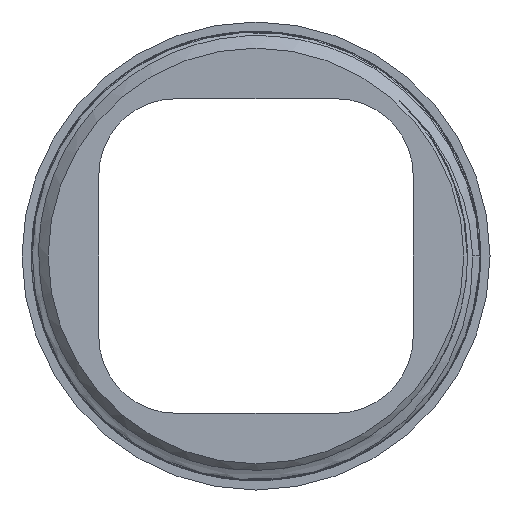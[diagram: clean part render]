
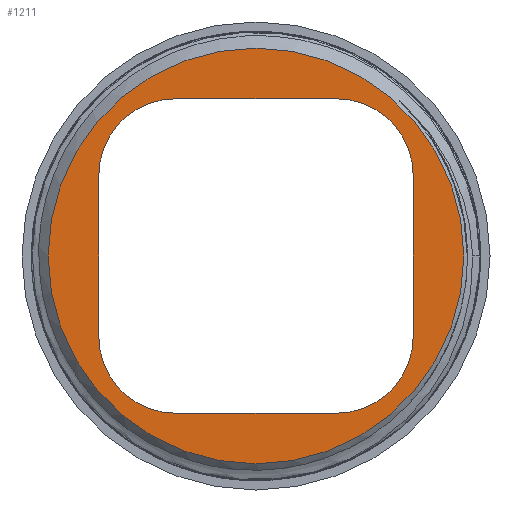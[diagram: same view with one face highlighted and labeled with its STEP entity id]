
A CAD part, front view. The second image highlights one B-rep face of the part: STEP entity #1211.
In plain terms, the highlighted planar face has unit normal (0, -1, 0).
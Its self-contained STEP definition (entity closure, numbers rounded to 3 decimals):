
#22=FACE_BOUND('',#108,.T.);
#29=PLANE('',#1275);
#68=FACE_OUTER_BOUND('',#107,.T.);
#107=EDGE_LOOP('',(#1106));
#108=EDGE_LOOP('',(#1107,#1108,#1109,#1110,#1111,#1112,#1113,#1114));
#110=CIRCLE('',#1250,5.55);
#117=CIRCLE('',#1260,2.05);
#118=CIRCLE('',#1263,2.05);
#119=CIRCLE('',#1266,2.05);
#120=CIRCLE('',#1269,2.05);
#301=LINE('',#8809,#336);
#304=LINE('',#8817,#339);
#307=LINE('',#8825,#342);
#309=LINE('',#8831,#344);
#336=VECTOR('',#1364,10.);
#339=VECTOR('',#1373,10.);
#342=VECTOR('',#1382,10.);
#344=VECTOR('',#1390,10.);
#385=VERTEX_POINT('',#8774);
#396=VERTEX_POINT('',#8801);
#397=VERTEX_POINT('',#8803);
#398=VERTEX_POINT('',#8807);
#399=VERTEX_POINT('',#8811);
#400=VERTEX_POINT('',#8815);
#401=VERTEX_POINT('',#8819);
#402=VERTEX_POINT('',#8823);
#403=VERTEX_POINT('',#8827);
#568=EDGE_CURVE('',#385,#385,#110,.T.);
#581=EDGE_CURVE('',#397,#396,#117,.T.);
#584=EDGE_CURVE('',#396,#398,#301,.T.);
#586=EDGE_CURVE('',#398,#399,#118,.T.);
#588=EDGE_CURVE('',#399,#400,#304,.T.);
#590=EDGE_CURVE('',#400,#401,#119,.T.);
#592=EDGE_CURVE('',#401,#402,#307,.T.);
#594=EDGE_CURVE('',#402,#403,#120,.T.);
#595=EDGE_CURVE('',#403,#397,#309,.T.);
#1106=ORIENTED_EDGE('',*,*,#568,.F.);
#1107=ORIENTED_EDGE('',*,*,#581,.T.);
#1108=ORIENTED_EDGE('',*,*,#584,.T.);
#1109=ORIENTED_EDGE('',*,*,#586,.T.);
#1110=ORIENTED_EDGE('',*,*,#588,.T.);
#1111=ORIENTED_EDGE('',*,*,#590,.T.);
#1112=ORIENTED_EDGE('',*,*,#592,.T.);
#1113=ORIENTED_EDGE('',*,*,#594,.T.);
#1114=ORIENTED_EDGE('',*,*,#595,.T.);
#1211=ADVANCED_FACE('',(#68,#22),#29,.F.);
#1250=AXIS2_PLACEMENT_3D('',#8776,#1332,#1333);
#1260=AXIS2_PLACEMENT_3D('',#8804,#1358,#1359);
#1263=AXIS2_PLACEMENT_3D('',#8813,#1368,#1369);
#1266=AXIS2_PLACEMENT_3D('',#8821,#1377,#1378);
#1269=AXIS2_PLACEMENT_3D('',#8829,#1386,#1387);
#1275=AXIS2_PLACEMENT_3D('',#23582,#1399,#1400);
#1332=DIRECTION('center_axis',(0.,1.,0.));
#1333=DIRECTION('ref_axis',(-1.,0.,0.));
#1358=DIRECTION('center_axis',(0.,1.,0.));
#1359=DIRECTION('ref_axis',(1.,0.,0.));
#1364=DIRECTION('',(1.,0.,0.));
#1368=DIRECTION('center_axis',(0.,1.,0.));
#1369=DIRECTION('ref_axis',(1.,0.,0.));
#1373=DIRECTION('',(0.,0.,-1.));
#1377=DIRECTION('center_axis',(0.,1.,0.));
#1378=DIRECTION('ref_axis',(1.,0.,0.));
#1382=DIRECTION('',(-1.,0.,0.));
#1386=DIRECTION('center_axis',(0.,1.,0.));
#1387=DIRECTION('ref_axis',(1.,0.,0.));
#1390=DIRECTION('',(0.,0.,1.));
#1399=DIRECTION('center_axis',(0.,1.,0.));
#1400=DIRECTION('ref_axis',(0.,0.,1.));
#8774=CARTESIAN_POINT('',(5.55,-4.75,0.));
#8776=CARTESIAN_POINT('Origin',(0.,-4.75,0.));
#8801=CARTESIAN_POINT('',(-2.15,-4.75,4.2));
#8803=CARTESIAN_POINT('',(-4.2,-4.75,2.15));
#8804=CARTESIAN_POINT('Origin',(-2.15,-4.75,2.15));
#8807=CARTESIAN_POINT('',(2.15,-4.75,4.2));
#8809=CARTESIAN_POINT('',(1.075,-4.75,4.2));
#8811=CARTESIAN_POINT('',(4.2,-4.75,2.15));
#8813=CARTESIAN_POINT('Origin',(2.15,-4.75,2.15));
#8815=CARTESIAN_POINT('',(4.2,-4.75,-2.15));
#8817=CARTESIAN_POINT('',(4.2,-4.75,-1.075));
#8819=CARTESIAN_POINT('',(2.15,-4.75,-4.2));
#8821=CARTESIAN_POINT('Origin',(2.15,-4.75,-2.15));
#8823=CARTESIAN_POINT('',(-2.15,-4.75,-4.2));
#8825=CARTESIAN_POINT('',(-1.075,-4.75,-4.2));
#8827=CARTESIAN_POINT('',(-4.2,-4.75,-2.15));
#8829=CARTESIAN_POINT('Origin',(-2.15,-4.75,-2.15));
#8831=CARTESIAN_POINT('',(-4.2,-4.75,1.075));
#23582=CARTESIAN_POINT('Origin',(0.,-4.75,0.));
